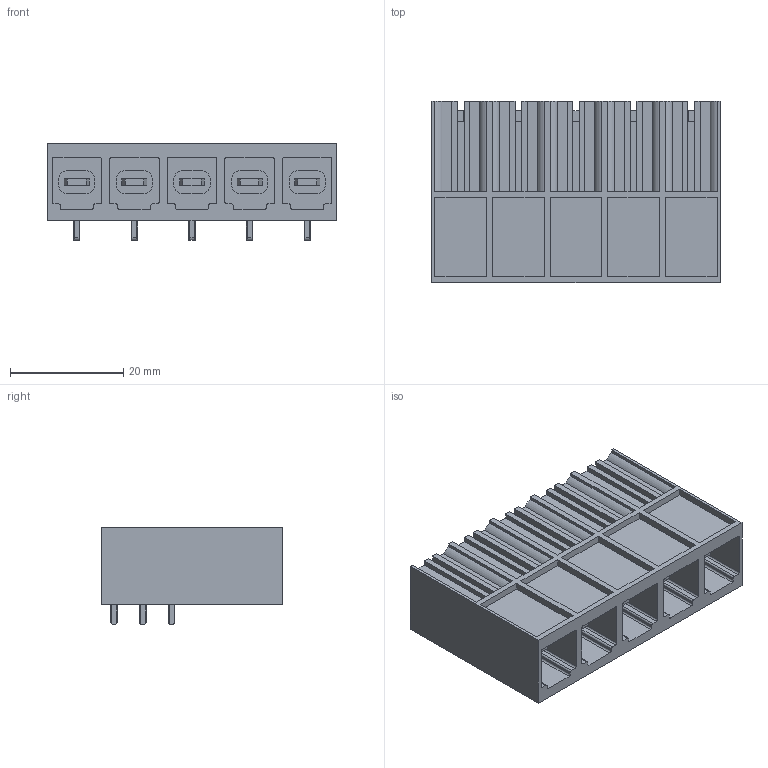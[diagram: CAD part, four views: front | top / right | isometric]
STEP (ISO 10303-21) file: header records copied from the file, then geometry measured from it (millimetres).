
FILE_DESCRIPTION(('CATIA V5 STEP Exchange','CAx-IF Rec.Pracs.--- Model Styling and Organization---1.2---2011-12-15'),'2;1');
FILE_NAME ('D1456671_0_1813520000_1813520000.stp','2018-11-29T14:53:34+00:00',('none'),('Weidmueller'),'CATIA Version 5-6 Release 2014','CATIA V5 STEP AP214','none');
FILE_SCHEMA(('AUTOMOTIVE_DESIGN { 1 0 10303 214 1 1 1 1 }'));
Length unit declared in the file: millimetre
Products named in the file (1): 1813520000
Bounding box: 50.8 x 32 x 17.1 mm (x, y, z)
Volume: 10155.7 mm3; surface area: 16709.5 mm2
Topology: 6 solids, 6 shells, 701 faces, 2022 edges, 1348 vertices
Faces by surface type: plane 591, cylinder 110
Entity records: 20905 total; most frequent: ORIENTED_EDGE 4044, CARTESIAN_POINT 4037, DIRECTION 2604, EDGE_CURVE 2022, VECTOR 1742, LINE 1742, VERTEX_POINT 1348, EDGE_LOOP 726
